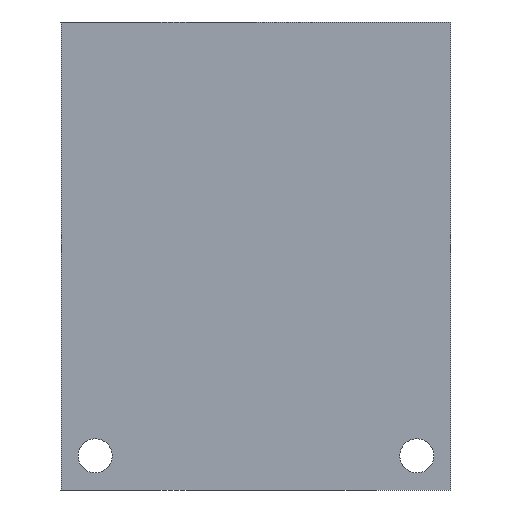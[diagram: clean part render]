
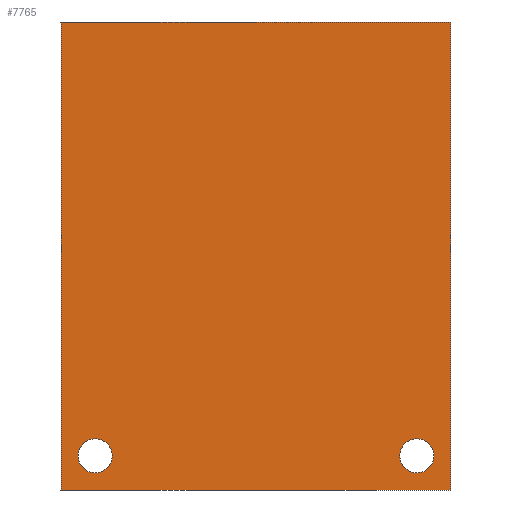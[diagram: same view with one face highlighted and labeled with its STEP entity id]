
A CAD part, front view. The second image highlights one B-rep face of the part: STEP entity #7765.
In plain terms, the highlighted planar face has unit normal (0, -1, 0).
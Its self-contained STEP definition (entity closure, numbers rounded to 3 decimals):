
#25=CIRCLE('',#8025,2.781);
#26=CIRCLE('',#8026,2.781);
#28=CIRCLE('',#8029,2.781);
#29=CIRCLE('',#8030,2.781);
#149=FACE_BOUND('',#1222,.T.);
#150=FACE_BOUND('',#1223,.T.);
#406=PLANE('',#8132);
#795=FACE_OUTER_BOUND('',#1221,.T.);
#1221=EDGE_LOOP('',(#6903,#6904,#6905,#6906));
#1222=EDGE_LOOP('',(#6907,#6908));
#1223=EDGE_LOOP('',(#6909,#6910));
#1542=LINE('',#11714,#2330);
#2010=LINE('',#13158,#2798);
#2015=LINE('',#13167,#2803);
#2016=LINE('',#13168,#2804);
#2330=VECTOR('',#8620,10.);
#2798=VECTOR('',#9614,10.);
#2803=VECTOR('',#9625,10.);
#2804=VECTOR('',#9626,10.);
#3335=VERTEX_POINT('',#11707);
#3338=VERTEX_POINT('',#11712);
#3657=VERTEX_POINT('',#12948);
#3658=VERTEX_POINT('',#12949);
#3660=VERTEX_POINT('',#12956);
#3661=VERTEX_POINT('',#12957);
#3730=VERTEX_POINT('',#13155);
#3731=VERTEX_POINT('',#13157);
#4216=EDGE_CURVE('',#3335,#3338,#1542,.T.);
#4694=EDGE_CURVE('',#3657,#3658,#25,.T.);
#4695=EDGE_CURVE('',#3658,#3657,#26,.T.);
#4698=EDGE_CURVE('',#3660,#3661,#28,.T.);
#4699=EDGE_CURVE('',#3661,#3660,#29,.T.);
#4793=EDGE_CURVE('',#3730,#3731,#2010,.T.);
#4798=EDGE_CURVE('',#3730,#3335,#2015,.T.);
#4799=EDGE_CURVE('',#3731,#3338,#2016,.T.);
#6903=ORIENTED_EDGE('',*,*,#4798,.T.);
#6904=ORIENTED_EDGE('',*,*,#4216,.T.);
#6905=ORIENTED_EDGE('',*,*,#4799,.F.);
#6906=ORIENTED_EDGE('',*,*,#4793,.F.);
#6907=ORIENTED_EDGE('',*,*,#4694,.T.);
#6908=ORIENTED_EDGE('',*,*,#4695,.T.);
#6909=ORIENTED_EDGE('',*,*,#4698,.T.);
#6910=ORIENTED_EDGE('',*,*,#4699,.T.);
#7765=ADVANCED_FACE('',(#795,#149,#150),#406,.T.);
#8025=AXIS2_PLACEMENT_3D('',#12950,#9374,#9375);
#8026=AXIS2_PLACEMENT_3D('',#12951,#9376,#9377);
#8029=AXIS2_PLACEMENT_3D('',#12958,#9383,#9384);
#8030=AXIS2_PLACEMENT_3D('',#12959,#9385,#9386);
#8132=AXIS2_PLACEMENT_3D('',#13166,#9623,#9624);
#8620=DIRECTION('',(0.,0.,1.));
#9374=DIRECTION('center_axis',(0.,1.,0.));
#9375=DIRECTION('ref_axis',(1.,0.,0.));
#9376=DIRECTION('center_axis',(0.,1.,0.));
#9377=DIRECTION('ref_axis',(1.,0.,0.));
#9383=DIRECTION('center_axis',(0.,1.,0.));
#9384=DIRECTION('ref_axis',(1.,0.,0.));
#9385=DIRECTION('center_axis',(0.,1.,0.));
#9386=DIRECTION('ref_axis',(1.,0.,0.));
#9614=DIRECTION('',(0.,0.,1.));
#9623=DIRECTION('center_axis',(0.,-1.,0.));
#9624=DIRECTION('ref_axis',(1.,0.,0.));
#9625=DIRECTION('',(1.,0.,0.));
#9626=DIRECTION('',(1.,0.,0.));
#11707=CARTESIAN_POINT('',(63.5,0.,0.));
#11712=CARTESIAN_POINT('',(63.5,0.,76.2));
#11714=CARTESIAN_POINT('',(63.5,0.,0.));
#12948=CARTESIAN_POINT('',(60.719,0.,5.563));
#12949=CARTESIAN_POINT('',(55.156,0.,5.563));
#12950=CARTESIAN_POINT('Origin',(57.937,0.,5.563));
#12951=CARTESIAN_POINT('Origin',(57.937,0.,5.563));
#12956=CARTESIAN_POINT('',(8.344,0.,5.563));
#12957=CARTESIAN_POINT('',(2.781,0.,5.563));
#12958=CARTESIAN_POINT('Origin',(5.563,0.,5.563));
#12959=CARTESIAN_POINT('Origin',(5.563,0.,5.563));
#13155=CARTESIAN_POINT('',(0.,0.,0.));
#13157=CARTESIAN_POINT('',(0.,0.,76.2));
#13158=CARTESIAN_POINT('',(0.,0.,0.));
#13166=CARTESIAN_POINT('Origin',(0.,0.,0.));
#13167=CARTESIAN_POINT('',(0.,0.,0.));
#13168=CARTESIAN_POINT('',(0.,0.,76.2));
